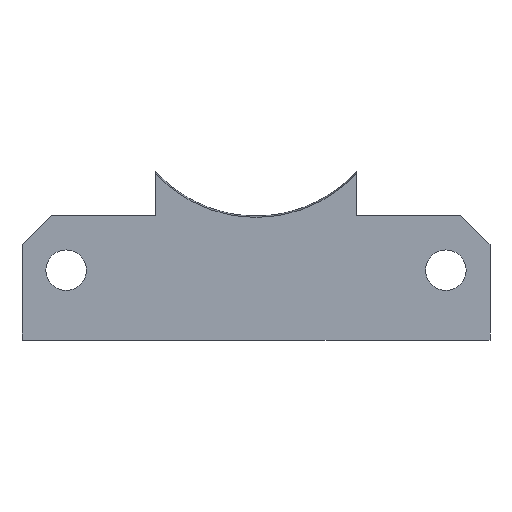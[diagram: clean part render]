
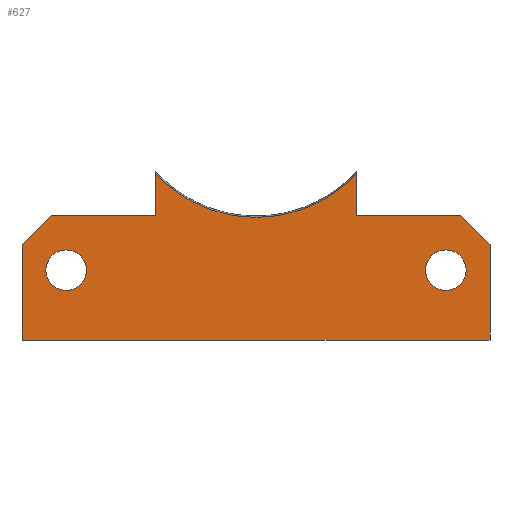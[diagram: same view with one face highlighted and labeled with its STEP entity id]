
A CAD part, front view. The second image highlights one B-rep face of the part: STEP entity #627.
In plain terms, the highlighted planar face has unit normal (0, -1, 0).
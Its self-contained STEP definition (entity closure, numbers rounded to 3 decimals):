
#37=FACE_BOUND('',#96,.T.);
#38=FACE_BOUND('',#97,.T.);
#46=CIRCLE('',#684,11.197);
#47=CIRCLE('',#685,1.65);
#48=CIRCLE('',#686,1.65);
#60=FACE_OUTER_BOUND('',#95,.T.);
#95=EDGE_LOOP('',(#452,#453,#454,#455,#456,#457,#458,#459,#460,#461,#462,
#463));
#96=EDGE_LOOP('',(#464));
#97=EDGE_LOOP('',(#465));
#132=LINE('',#907,#200);
#146=LINE('',#1010,#214);
#147=LINE('',#1012,#215);
#148=LINE('',#1014,#216);
#149=LINE('',#1016,#217);
#150=LINE('',#1020,#218);
#151=LINE('',#1022,#219);
#152=LINE('',#1024,#220);
#153=LINE('',#1026,#221);
#154=LINE('',#1028,#222);
#155=LINE('',#1029,#223);
#200=VECTOR('',#733,10.);
#214=VECTOR('',#771,10.);
#215=VECTOR('',#772,10.);
#216=VECTOR('',#773,10.);
#217=VECTOR('',#774,10.);
#218=VECTOR('',#777,10.);
#219=VECTOR('',#778,10.);
#220=VECTOR('',#779,10.);
#221=VECTOR('',#780,10.);
#222=VECTOR('',#781,10.);
#223=VECTOR('',#782,10.);
#268=VERTEX_POINT('',#904);
#269=VERTEX_POINT('',#906);
#290=VERTEX_POINT('',#1009);
#291=VERTEX_POINT('',#1011);
#292=VERTEX_POINT('',#1013);
#293=VERTEX_POINT('',#1015);
#294=VERTEX_POINT('',#1017);
#295=VERTEX_POINT('',#1019);
#296=VERTEX_POINT('',#1021);
#297=VERTEX_POINT('',#1023);
#298=VERTEX_POINT('',#1025);
#299=VERTEX_POINT('',#1027);
#300=VERTEX_POINT('',#1030);
#301=VERTEX_POINT('',#1032);
#329=EDGE_CURVE('',#269,#268,#132,.T.);
#354=EDGE_CURVE('',#268,#290,#146,.T.);
#355=EDGE_CURVE('',#291,#290,#147,.T.);
#356=EDGE_CURVE('',#291,#292,#148,.T.);
#357=EDGE_CURVE('',#292,#293,#149,.T.);
#358=EDGE_CURVE('',#294,#293,#46,.T.);
#359=EDGE_CURVE('',#295,#294,#150,.T.);
#360=EDGE_CURVE('',#295,#296,#151,.T.);
#361=EDGE_CURVE('',#296,#297,#152,.T.);
#362=EDGE_CURVE('',#297,#298,#153,.T.);
#363=EDGE_CURVE('',#298,#299,#154,.T.);
#364=EDGE_CURVE('',#299,#269,#155,.T.);
#365=EDGE_CURVE('',#300,#300,#47,.T.);
#366=EDGE_CURVE('',#301,#301,#48,.T.);
#452=ORIENTED_EDGE('',*,*,#329,.T.);
#453=ORIENTED_EDGE('',*,*,#354,.T.);
#454=ORIENTED_EDGE('',*,*,#355,.F.);
#455=ORIENTED_EDGE('',*,*,#356,.T.);
#456=ORIENTED_EDGE('',*,*,#357,.T.);
#457=ORIENTED_EDGE('',*,*,#358,.F.);
#458=ORIENTED_EDGE('',*,*,#359,.F.);
#459=ORIENTED_EDGE('',*,*,#360,.T.);
#460=ORIENTED_EDGE('',*,*,#361,.T.);
#461=ORIENTED_EDGE('',*,*,#362,.T.);
#462=ORIENTED_EDGE('',*,*,#363,.T.);
#463=ORIENTED_EDGE('',*,*,#364,.T.);
#464=ORIENTED_EDGE('',*,*,#365,.T.);
#465=ORIENTED_EDGE('',*,*,#366,.T.);
#602=PLANE('',#683);
#627=ADVANCED_FACE('',(#60,#37,#38),#602,.T.);
#683=AXIS2_PLACEMENT_3D('',#1008,#769,#770);
#684=AXIS2_PLACEMENT_3D('',#1018,#775,#776);
#685=AXIS2_PLACEMENT_3D('',#1031,#783,#784);
#686=AXIS2_PLACEMENT_3D('',#1033,#785,#786);
#733=DIRECTION('',(0.,0.,1.));
#769=DIRECTION('center_axis',(0.,-1.,0.));
#770=DIRECTION('ref_axis',(-1.,0.,0.));
#771=DIRECTION('',(-0.707,0.,0.707));
#772=DIRECTION('',(1.,0.,0.));
#773=DIRECTION('',(0.,0.,1.));
#774=DIRECTION('',(-1.,0.,0.));
#775=DIRECTION('center_axis',(0.,-1.,0.));
#776=DIRECTION('ref_axis',(-1.,0.,0.));
#777=DIRECTION('',(1.,0.,0.));
#778=DIRECTION('',(0.,0.,-1.));
#779=DIRECTION('',(-1.,0.,0.));
#780=DIRECTION('',(-0.707,0.,-0.707));
#781=DIRECTION('',(0.,0.,-1.));
#782=DIRECTION('',(1.,0.,0.));
#783=DIRECTION('center_axis',(0.,1.,0.));
#784=DIRECTION('ref_axis',(-1.,0.,0.));
#785=DIRECTION('center_axis',(0.,1.,0.));
#786=DIRECTION('ref_axis',(-1.,0.,0.));
#904=CARTESIAN_POINT('',(88.65,43.,327.8));
#906=CARTESIAN_POINT('',(88.65,43.,320.));
#907=CARTESIAN_POINT('',(88.65,43.,326.4));
#1008=CARTESIAN_POINT('Origin',(57.6,43.,325.1));
#1009=CARTESIAN_POINT('',(86.25,43.,330.2));
#1010=CARTESIAN_POINT('',(88.75,43.,327.7));
#1011=CARTESIAN_POINT('',(77.75,43.,330.2));
#1012=CARTESIAN_POINT('',(62.988,43.,330.2));
#1013=CARTESIAN_POINT('',(77.75,43.,333.571));
#1014=CARTESIAN_POINT('',(77.75,43.,345.25));
#1015=CARTESIAN_POINT('',(77.746,43.,333.571));
#1016=CARTESIAN_POINT('',(77.75,43.,333.571));
#1017=CARTESIAN_POINT('',(61.354,43.,333.571));
#1018=CARTESIAN_POINT('Origin',(69.55,43.,341.2));
#1019=CARTESIAN_POINT('',(61.35,43.,333.571));
#1020=CARTESIAN_POINT('',(61.35,43.,333.571));
#1021=CARTESIAN_POINT('',(61.35,43.,330.2));
#1022=CARTESIAN_POINT('',(61.35,43.,345.25));
#1023=CARTESIAN_POINT('',(52.85,43.,330.2));
#1024=CARTESIAN_POINT('',(64.85,43.,330.2));
#1025=CARTESIAN_POINT('',(50.45,43.,327.8));
#1026=CARTESIAN_POINT('',(52.85,43.,330.2));
#1027=CARTESIAN_POINT('',(50.45,43.,320.));
#1028=CARTESIAN_POINT('',(50.45,43.,326.4));
#1029=CARTESIAN_POINT('',(64.075,43.,320.));
#1030=CARTESIAN_POINT('',(86.7,43.,325.7));
#1031=CARTESIAN_POINT('Origin',(85.05,43.,325.7));
#1032=CARTESIAN_POINT('',(55.7,43.,325.7));
#1033=CARTESIAN_POINT('Origin',(54.05,43.,325.7));
